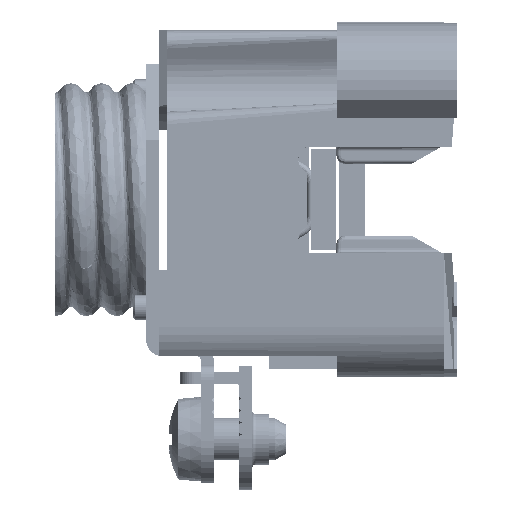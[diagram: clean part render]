
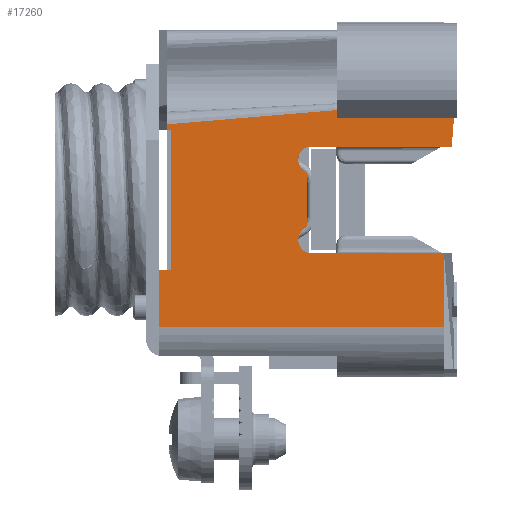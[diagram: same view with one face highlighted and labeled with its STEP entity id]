
A CAD part, left-side view. The second image highlights one B-rep face of the part: STEP entity #17260.
In plain terms, the highlighted face is planar.
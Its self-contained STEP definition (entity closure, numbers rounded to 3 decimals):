
#11652=DIRECTION('',(1.,0.,0.));
#11653=VECTOR('',#11652,6.75);
#11654=CARTESIAN_POINT('',(8.25,34.9,-18.5));
#11655=LINE('',#11654,#11653);
#11742=CARTESIAN_POINT('',(-4.75,16.775,-18.5));
#11743=DIRECTION('',(0.,0.,-1.));
#11744=DIRECTION('',(-0.923,0.385,0.));
#11745=AXIS2_PLACEMENT_3D('',#11742,#11743,#11744);
#11750=DIRECTION('',(1.,0.,0.));
#11751=VECTOR('',#11750,6.5);
#11752=CARTESIAN_POINT('',(-3.25,17.4,-18.5));
#11753=LINE('',#11752,#11751);
#11757=CARTESIAN_POINT('',(4.75,16.775,-18.5));
#11758=DIRECTION('',(0.,0.,-1.));
#11759=DIRECTION('',(-0.923,0.385,0.));
#11760=AXIS2_PLACEMENT_3D('',#11757,#11758,#11759);
#11765=DIRECTION('',(0.,-1.,0.));
#11766=VECTOR('',#11765,16.2);
#11767=CARTESIAN_POINT('',(6.25,17.4,-18.5));
#11768=LINE('',#11767,#11766);
#11772=DIRECTION('',(1.,0.,0.));
#11773=VECTOR('',#11772,8.75);
#11774=CARTESIAN_POINT('',(6.25,1.2,-18.5));
#11775=LINE('',#11774,#11773);
#11779=DIRECTION('',(0.,-1.,0.));
#11780=VECTOR('',#11779,1.5);
#11781=CARTESIAN_POINT('',(8.25,34.9,-18.5));
#11782=LINE('',#11781,#11780);
#11786=DIRECTION('',(-0.084,-0.996,0.));
#11787=VECTOR('',#11786,20.171);
#11788=CARTESIAN_POINT('',(-8.909,33.9,-18.5));
#11789=LINE('',#11788,#11787);
#11793=DIRECTION('',(1.,0.,0.));
#11794=VECTOR('',#11793,0.899);
#11795=CARTESIAN_POINT('',(-10.599,13.8,-18.5));
#11796=LINE('',#11795,#11794);
#11814=DIRECTION('',(-0.997,-0.077,0.));
#11815=VECTOR('',#11814,3.46);
#11816=CARTESIAN_POINT('',(-6.25,0.268,-18.5));
#11817=LINE('',#11816,#11815);
#12307=DIRECTION('',(0.,1.,0.));
#12308=VECTOR('',#12307,13.8);
#12309=CARTESIAN_POINT('',(-9.7,0.,-18.5));
#12310=LINE('',#12309,#12308);
#12430=DIRECTION('',(1.,0.,0.));
#12431=VECTOR('',#12430,0.659);
#12432=CARTESIAN_POINT('',(-8.909,33.9,-18.5));
#12433=LINE('',#12432,#12431);
#12746=DIRECTION('',(0.,-1.,0.));
#12747=VECTOR('',#12746,0.5);
#12748=CARTESIAN_POINT('',(-8.25,33.9,-18.5));
#12749=LINE('',#12748,#12747);
#12767=DIRECTION('',(1.,0.,0.));
#12768=VECTOR('',#12767,16.5);
#12769=CARTESIAN_POINT('',(-8.25,33.4,-18.5));
#12770=LINE('',#12769,#12768);
#12882=DIRECTION('',(0.,-1.,0.));
#12883=VECTOR('',#12882,17.132);
#12884=CARTESIAN_POINT('',(-6.25,17.4,-18.5));
#12885=LINE('',#12884,#12883);
#13322=DIRECTION('',(0.,-1.,0.));
#13323=VECTOR('',#13322,33.7);
#13324=CARTESIAN_POINT('',(15.,34.9,-18.5));
#13325=LINE('',#13324,#13323);
#15905=CARTESIAN_POINT('',(8.25,34.9,-18.5));
#15906=CARTESIAN_POINT('',(15.,34.9,-18.5));
#15907=VERTEX_POINT('',#15905);
#15908=VERTEX_POINT('',#15906);
#15969=CARTESIAN_POINT('',(15.,1.2,-18.5));
#15970=VERTEX_POINT('',#15969);
#15971=CARTESIAN_POINT('',(6.25,1.2,-18.5));
#15972=VERTEX_POINT('',#15971);
#16058=CARTESIAN_POINT('',(6.25,17.4,-18.5));
#16059=VERTEX_POINT('',#16058);
#16152=CARTESIAN_POINT('',(-6.25,0.268,-18.5));
#16153=VERTEX_POINT('',#16152);
#16178=CARTESIAN_POINT('',(-6.25,17.4,-18.5));
#16179=VERTEX_POINT('',#16178);
#16206=CARTESIAN_POINT('',(-9.7,0.,-18.5));
#16207=VERTEX_POINT('',#16206);
#16249=CARTESIAN_POINT('',(-9.7,13.8,-18.5));
#16250=VERTEX_POINT('',#16249);
#16255=CARTESIAN_POINT('',(-3.25,17.4,-18.5));
#16256=VERTEX_POINT('',#16255);
#16257=CARTESIAN_POINT('',(3.25,17.4,-18.5));
#16258=VERTEX_POINT('',#16257);
#16259=CARTESIAN_POINT('',(8.25,33.4,-18.5));
#16260=VERTEX_POINT('',#16259);
#16261=CARTESIAN_POINT('',(-8.25,33.4,-18.5));
#16262=VERTEX_POINT('',#16261);
#16263=CARTESIAN_POINT('',(-8.25,33.9,-18.5));
#16264=VERTEX_POINT('',#16263);
#16265=CARTESIAN_POINT('',(-8.909,33.9,-18.5));
#16266=VERTEX_POINT('',#16265);
#16267=CARTESIAN_POINT('',(-10.599,13.8,-18.5));
#16268=VERTEX_POINT('',#16267);
#17222=CARTESIAN_POINT('',(20.,0.,-18.5));
#17223=DIRECTION('',(0.,0.,-1.));
#17224=DIRECTION('',(-1.,0.,0.));
#17225=AXIS2_PLACEMENT_3D('',#17222,#17223,#17224);
#17226=PLANE('',#17225);
#17228=ORIENTED_EDGE('',*,*,#17227,.F.);
#17230=ORIENTED_EDGE('',*,*,#17229,.F.);
#17232=ORIENTED_EDGE('',*,*,#17231,.T.);
#17234=ORIENTED_EDGE('',*,*,#17233,.T.);
#17236=ORIENTED_EDGE('',*,*,#17235,.T.);
#17238=ORIENTED_EDGE('',*,*,#17237,.T.);
#17240=ORIENTED_EDGE('',*,*,#17239,.T.);
#17242=ORIENTED_EDGE('',*,*,#17241,.F.);
#17243=ORIENTED_EDGE('',*,*,#17185,.F.);
#17245=ORIENTED_EDGE('',*,*,#17244,.T.);
#17247=ORIENTED_EDGE('',*,*,#17246,.F.);
#17249=ORIENTED_EDGE('',*,*,#17248,.F.);
#17251=ORIENTED_EDGE('',*,*,#17250,.F.);
#17253=ORIENTED_EDGE('',*,*,#17252,.T.);
#17255=ORIENTED_EDGE('',*,*,#17254,.T.);
#17257=ORIENTED_EDGE('',*,*,#17256,.F.);
#17258=EDGE_LOOP('',(#17228,#17230,#17232,#17234,#17236,#17238,#17240,#17242,
#17243,#17245,#17247,#17249,#17251,#17253,#17255,#17257));
#17259=FACE_OUTER_BOUND('',#17258,.F.);
#11746=CIRCLE('',#11745,1.625);
#11761=CIRCLE('',#11760,1.625);
#17185=EDGE_CURVE('',#15907,#15908,#11655,.T.);
#17227=EDGE_CURVE('',#16153,#16207,#11817,.T.);
#17229=EDGE_CURVE('',#16179,#16153,#12885,.T.);
#17231=EDGE_CURVE('',#16179,#16256,#11746,.T.);
#17233=EDGE_CURVE('',#16256,#16258,#11753,.T.);
#17235=EDGE_CURVE('',#16258,#16059,#11761,.T.);
#17237=EDGE_CURVE('',#16059,#15972,#11768,.T.);
#17239=EDGE_CURVE('',#15972,#15970,#11775,.T.);
#17241=EDGE_CURVE('',#15908,#15970,#13325,.T.);
#17244=EDGE_CURVE('',#15907,#16260,#11782,.T.);
#17246=EDGE_CURVE('',#16262,#16260,#12770,.T.);
#17248=EDGE_CURVE('',#16264,#16262,#12749,.T.);
#17250=EDGE_CURVE('',#16266,#16264,#12433,.T.);
#17252=EDGE_CURVE('',#16266,#16268,#11789,.T.);
#17254=EDGE_CURVE('',#16268,#16250,#11796,.T.);
#17256=EDGE_CURVE('',#16207,#16250,#12310,.T.);
#17260=ADVANCED_FACE('',(#17259),#17226,.T.);
